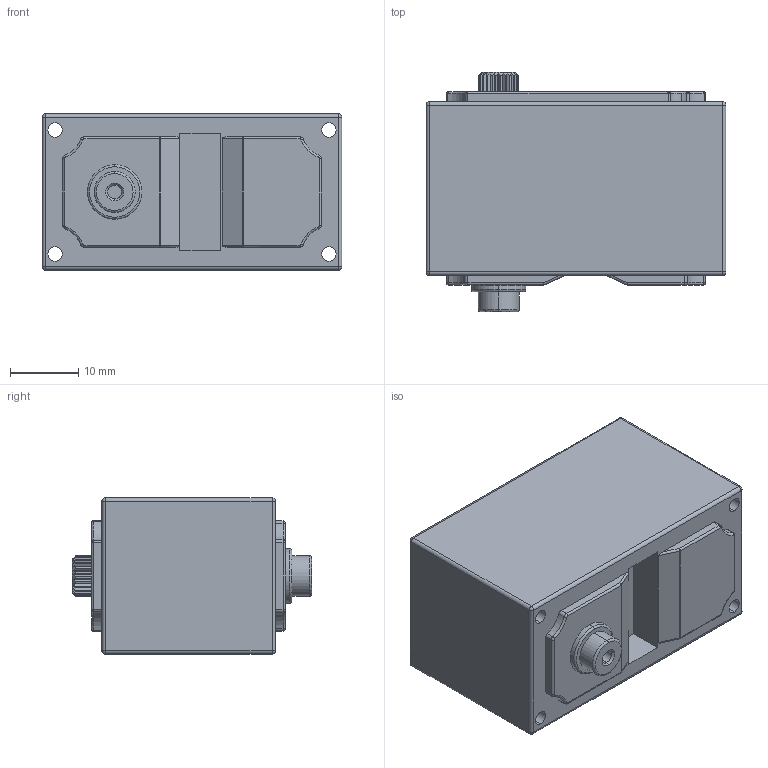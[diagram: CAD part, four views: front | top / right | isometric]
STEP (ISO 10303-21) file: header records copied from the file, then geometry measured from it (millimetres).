
FILE_DESCRIPTION (( 'STEP AP214' ), '1' );
FILE_NAME ('servo LX-15D.STEP', '2019-04-25T06:32:21', ( '' ), ( '' ), 'SwSTEP 2.0', 'SolidWorks 2018', '' );
FILE_SCHEMA (( 'AUTOMOTIVE_DESIGN' ));
Length unit declared in the file: millimetre
Products named in the file (1): servo LX-15D
Bounding box: 44.02 x 35.12 x 22.92 mm (x, y, z)
Volume: 26405.2 mm3; surface area: 6904 mm2
Topology: 2 solids, 2 shells, 251 faces, 636 edges, 380 vertices
Faces by surface type: cylinder 95, plane 87, bspline 33, sphere 17, torus 15, cone 4
Entity records: 8244 total; most frequent: CARTESIAN_POINT 2455, ORIENTED_EDGE 1234, DIRECTION 1150, EDGE_CURVE 617, AXIS2_PLACEMENT_3D 431, VERTEX_POINT 380, LINE 288, VECTOR 288
